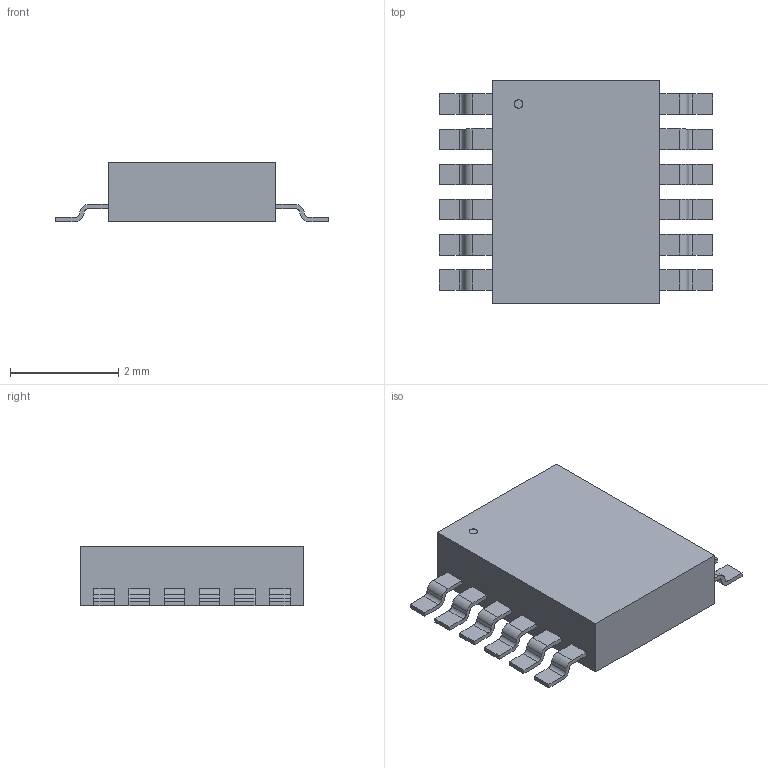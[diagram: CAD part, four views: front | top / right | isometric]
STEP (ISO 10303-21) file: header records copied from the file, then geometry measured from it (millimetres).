
FILE_DESCRIPTION(('STEP AP214'),'1');
FILE_NAME('MSOP-12_MS_LIT','2023-06-26T01:06:36',(''),(''),'','','');
FILE_SCHEMA(('AUTOMOTIVE_DESIGN'));
Length unit declared in the file: millimetre
Products named in the file (1): product
Bounding box: 5.05 x 4.14 x 1.09 mm (x, y, z)
Volume: 14.4 mm3; surface area: 54.5 mm2
Topology: 14 solids, 14 shells, 177 faces, 447 edges, 298 vertices
Faces by surface type: plane 128, cylinder 49
Full cylindrical faces by diameter (mm): 0.155 x1
Entity records: 5221 total; most frequent: DIRECTION 902, ORIENTED_EDGE 892, CARTESIAN_POINT 527, EDGE_CURVE 446, LINE 348, VECTOR 348, VERTEX_POINT 298, AXIS2_PLACEMENT_3D 277
